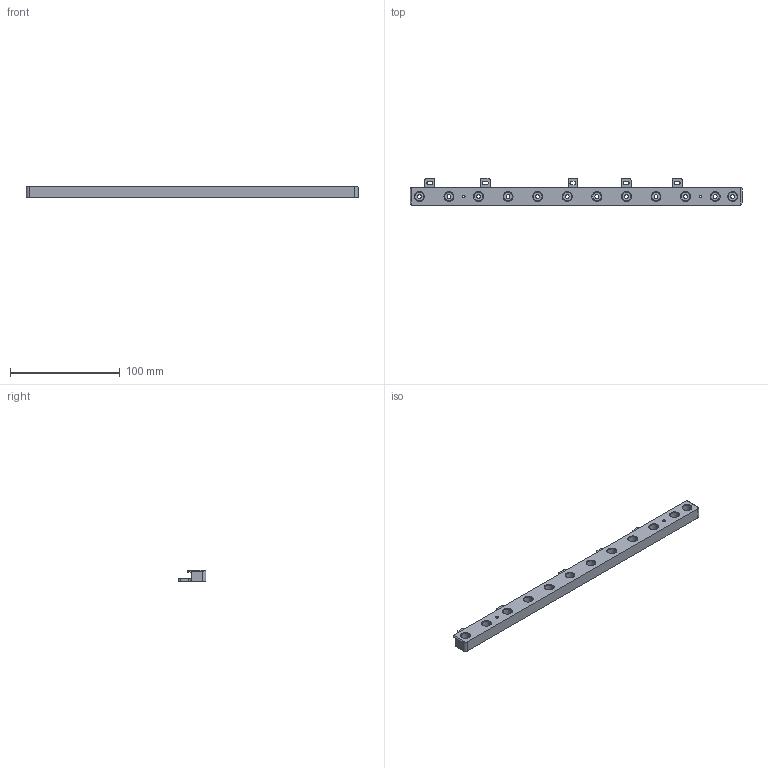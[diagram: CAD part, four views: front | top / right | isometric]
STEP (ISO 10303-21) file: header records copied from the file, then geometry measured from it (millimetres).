
FILE_DESCRIPTION (( 'STEP AP214' ), '1' );
FILE_NAME ('Íîæêà.STEP', '2019-08-28T07:50:31', ( 'Äìèòðèé' ), ( '' ), 'SwSTEP 2.0', 'SolidWorks 2018', '' );
FILE_SCHEMA (( 'AUTOMOTIVE_DESIGN' ));
Length unit declared in the file: millimetre
Products named in the file (1): Íîæêà
Bounding box: 302.98 x 25.36 x 10.32 mm (x, y, z)
Volume: 40675.1 mm3; surface area: 20358.4 mm2
Topology: 1 solids, 1 shells, 167 faces, 433 edges, 280 vertices
Faces by surface type: cylinder 93, plane 50, cone 24
Entity records: 5331 total; most frequent: DIRECTION 969, CARTESIAN_POINT 905, ORIENTED_EDGE 866, EDGE_CURVE 433, AXIS2_PLACEMENT_3D 372, VERTEX_POINT 280, VECTOR 225, LINE 225
